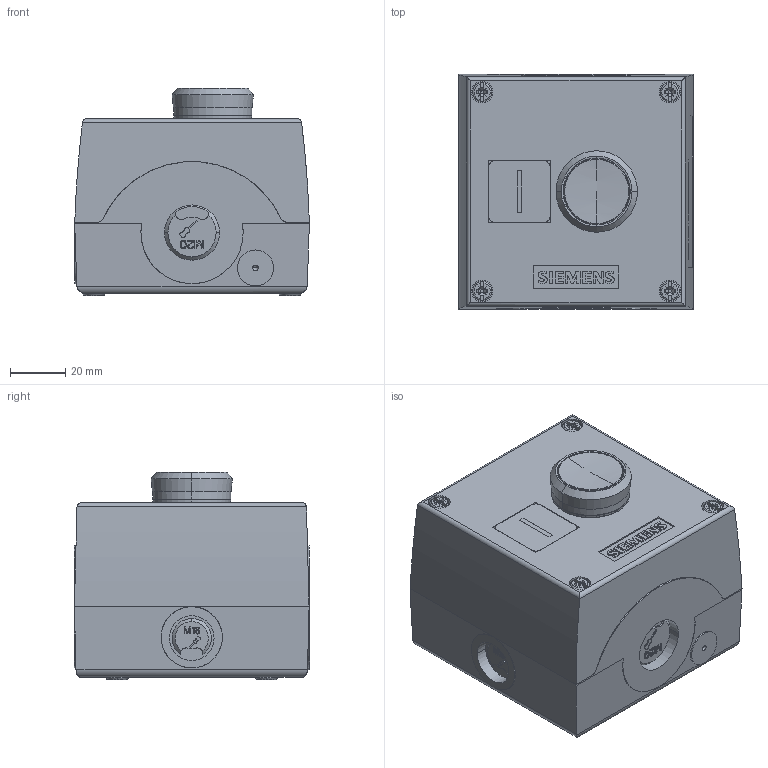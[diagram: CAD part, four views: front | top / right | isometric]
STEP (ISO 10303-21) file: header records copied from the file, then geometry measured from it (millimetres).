
FILE_DESCRIPTION(('STEP AP214'),'1');
FILE_NAME('cctmp_4A1EDBBC-84F5-4011-9B43-5EC7DE07741E_2023_07_21_14_33_42_0951..stp','2023-07-21T12:33:44',('SIEMENS A&D'),('CADClick - www.CADClick.com'),'Spatial InterOp 3D postprocessed',' ','unknown authorization');
FILE_SCHEMA(('AUTOMOTIVE_DESIGN'));
Length unit declared in the file: millimetre
Products named in the file (4): cc_unnamed; 2023_07_21_14_33_42_0878; 2023_07_21_14_33_42_0875; 2023_07_21_14_33_42_0871
Assembly tree (3 placements, depth 2):
  cc_unnamed
    2023_07_21_14_33_42_0878
    2023_07_21_14_33_42_0875
    2023_07_21_14_33_42_0871
Bounding box: 85.06 x 85.2 x 75 mm (x, y, z)
Volume: 407380.8 mm3; surface area: 59534 mm2
Topology: 3 solids, 5 shells, 1533 faces, 4244 edges, 2806 vertices
Faces by surface type: plane 1011, cylinder 324, extrusion 90, cone 74, torus 28, sphere 6
Entity records: 62260 total; most frequent: CARTESIAN_POINT 14332, ORIENTED_EDGE 8476, DIRECTION 7464, EDGE_CURVE 4238, VECTOR 3032, LINE 2942, VERTEX_POINT 2806, STYLED_ITEM 2610
